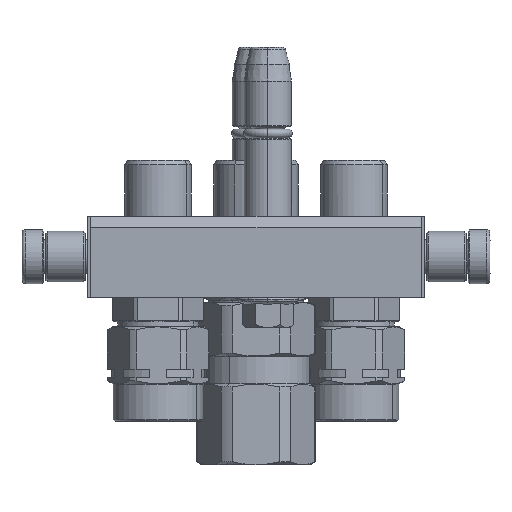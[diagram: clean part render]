
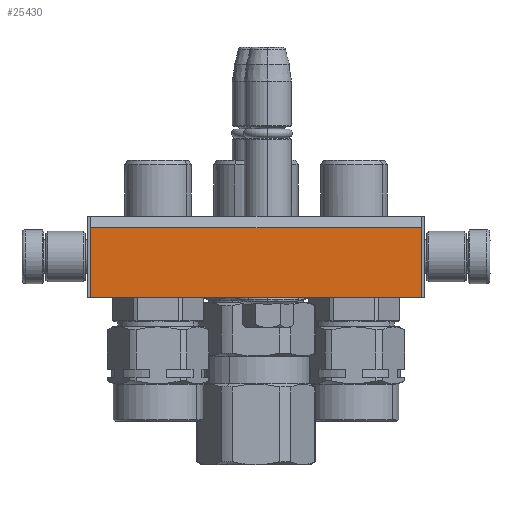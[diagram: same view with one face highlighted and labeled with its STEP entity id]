
A CAD part, left-side view. The second image highlights one B-rep face of the part: STEP entity #25430.
In plain terms, the highlighted face is planar.
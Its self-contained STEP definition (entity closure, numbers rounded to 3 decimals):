
#2847 = FACE_OUTER_BOUND ( 'NONE', #55879, .T. ) ;
#3391 = DIRECTION ( 'NONE',  ( 0., 1., 0. ) ) ;
#4098 = VERTEX_POINT ( 'NONE', #12981 ) ;
#5569 = ORIENTED_EDGE ( 'NONE', *, *, #31295, .F. ) ;
#7239 = LINE ( 'NONE', #60931, #18917 ) ;
#9793 = DIRECTION ( 'NONE',  ( 1., 0., 0. ) ) ;
#12981 = CARTESIAN_POINT ( 'NONE',  ( 78., 3.464, 24. ) ) ;
#13236 = VERTEX_POINT ( 'NONE', #71524 ) ;
#13558 = ORIENTED_EDGE ( 'NONE', *, *, #62630, .F. ) ;
#17104 = CARTESIAN_POINT ( 'NONE',  ( -21., 0., 24. ) ) ;
#18917 = VECTOR ( 'NONE', #73435, 1000. ) ;
#24608 = VECTOR ( 'NONE', #3391, 1000. ) ;
#25430 = ADVANCED_FACE ( 'NONE', ( #2847 ), #28817, .T. ) ;
#27704 = ORIENTED_EDGE ( 'NONE', *, *, #71711, .T. ) ;
#28817 = PLANE ( 'NONE',  #68688 ) ;
#31295 = EDGE_CURVE ( 'NONE', #64662, #34606, #55689, .T. ) ;
#32303 = CARTESIAN_POINT ( 'NONE',  ( -20., 3.464, 24. ) ) ;
#32850 = DIRECTION ( 'NONE',  ( 1., 0., 0. ) ) ;
#34606 = VERTEX_POINT ( 'NONE', #71823 ) ;
#35742 = CARTESIAN_POINT ( 'NONE',  ( -20., 24., 24. ) ) ;
#36425 = DIRECTION ( 'NONE',  ( 1., 0., 0. ) ) ;
#41348 = DIRECTION ( 'NONE',  ( 0., 0., 1. ) ) ;
#47508 = ORIENTED_EDGE ( 'NONE', *, *, #55017, .T. ) ;
#55017 = EDGE_CURVE ( 'NONE', #4098, #34606, #7239, .T. ) ;
#55689 = LINE ( 'NONE', #73676, #57652 ) ;
#55879 = EDGE_LOOP ( 'NONE', ( #5569, #13558, #27704, #47508 ) ) ;
#57652 = VECTOR ( 'NONE', #36425, 1000. ) ;
#60931 = CARTESIAN_POINT ( 'NONE',  ( 78., 3.464, 24. ) ) ;
#61060 = LINE ( 'NONE', #32303, #77584 ) ;
#62630 = EDGE_CURVE ( 'NONE', #13236, #64662, #63564, .T. ) ;
#63564 = LINE ( 'NONE', #78137, #24608 ) ;
#64662 = VERTEX_POINT ( 'NONE', #35742 ) ;
#68688 = AXIS2_PLACEMENT_3D ( 'NONE', #17104, #41348, #9793 ) ;
#71524 = CARTESIAN_POINT ( 'NONE',  ( -20., 3.464, 24. ) ) ;
#71711 = EDGE_CURVE ( 'NONE', #13236, #4098, #61060, .T. ) ;
#71823 = CARTESIAN_POINT ( 'NONE',  ( 78., 24., 24. ) ) ;
#73435 = DIRECTION ( 'NONE',  ( 0., 1., 0. ) ) ;
#73676 = CARTESIAN_POINT ( 'NONE',  ( -20., 24., 24. ) ) ;
#77584 = VECTOR ( 'NONE', #32850, 1000. ) ;
#78137 = CARTESIAN_POINT ( 'NONE',  ( -20., 3.464, 24. ) ) ;
